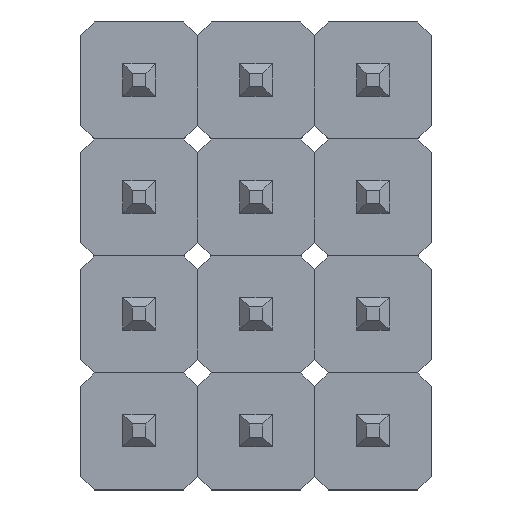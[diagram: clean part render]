
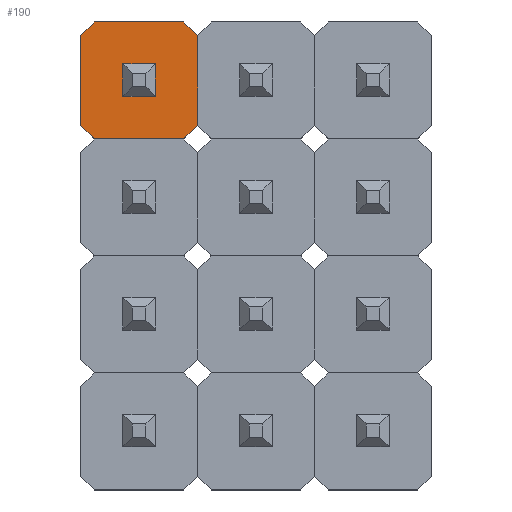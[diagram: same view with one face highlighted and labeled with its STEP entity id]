
A CAD part, top view. The second image highlights one B-rep face of the part: STEP entity #190.
In plain terms, the highlighted planar face has unit normal (0, 0, 1).
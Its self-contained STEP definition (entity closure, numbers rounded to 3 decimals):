
#47 = VERTEX_POINT('',#48);
#48 = CARTESIAN_POINT('',(-0.97,-1.27,2.54));
#54 = EDGE_CURVE('',#47,#55,#57,.T.);
#55 = VERTEX_POINT('',#56);
#56 = CARTESIAN_POINT('',(-1.27,-0.97,2.54));
#57 = LINE('',#58,#59);
#58 = CARTESIAN_POINT('',(-1.12,-1.12,2.54));
#59 = VECTOR('',#60,1.);
#60 = DIRECTION('',(-0.707,0.707,0.));
#172 = EDGE_CURVE('',#55,#173,#175,.T.);
#173 = VERTEX_POINT('',#174);
#174 = CARTESIAN_POINT('',(-1.27,0.97,2.54));
#175 = LINE('',#176,#177);
#176 = CARTESIAN_POINT('',(-1.27,-1.27,2.54));
#177 = VECTOR('',#178,1.);
#178 = DIRECTION('',(0.,1.,0.));
#190 = ADVANCED_FACE('',(#191),#241,.T.);
#191 = FACE_BOUND('',#192,.T.);
#192 = EDGE_LOOP('',(#193,#203,#209,#210,#211,#219,#227,#235));
#193 = ORIENTED_EDGE('',*,*,#194,.F.);
#194 = EDGE_CURVE('',#195,#197,#199,.T.);
#195 = VERTEX_POINT('',#196);
#196 = CARTESIAN_POINT('',(-0.97,1.27,2.54));
#197 = VERTEX_POINT('',#198);
#198 = CARTESIAN_POINT('',(0.97,1.27,2.54));
#199 = LINE('',#200,#201);
#200 = CARTESIAN_POINT('',(-1.27,1.27,2.54));
#201 = VECTOR('',#202,1.);
#202 = DIRECTION('',(1.,0.,0.));
#203 = ORIENTED_EDGE('',*,*,#204,.T.);
#204 = EDGE_CURVE('',#195,#173,#205,.T.);
#205 = LINE('',#206,#207);
#206 = CARTESIAN_POINT('',(-1.12,1.12,2.54));
#207 = VECTOR('',#208,1.);
#208 = DIRECTION('',(-0.707,-0.707,0.));
#209 = ORIENTED_EDGE('',*,*,#172,.F.);
#210 = ORIENTED_EDGE('',*,*,#54,.F.);
#211 = ORIENTED_EDGE('',*,*,#212,.F.);
#212 = EDGE_CURVE('',#213,#47,#215,.T.);
#213 = VERTEX_POINT('',#214);
#214 = CARTESIAN_POINT('',(0.97,-1.27,2.54));
#215 = LINE('',#216,#217);
#216 = CARTESIAN_POINT('',(1.27,-1.27,2.54));
#217 = VECTOR('',#218,1.);
#218 = DIRECTION('',(-1.,0.,0.));
#219 = ORIENTED_EDGE('',*,*,#220,.F.);
#220 = EDGE_CURVE('',#221,#213,#223,.T.);
#221 = VERTEX_POINT('',#222);
#222 = CARTESIAN_POINT('',(1.27,-0.97,2.54));
#223 = LINE('',#224,#225);
#224 = CARTESIAN_POINT('',(1.12,-1.12,2.54));
#225 = VECTOR('',#226,1.);
#226 = DIRECTION('',(-0.707,-0.707,0.));
#227 = ORIENTED_EDGE('',*,*,#228,.F.);
#228 = EDGE_CURVE('',#229,#221,#231,.T.);
#229 = VERTEX_POINT('',#230);
#230 = CARTESIAN_POINT('',(1.27,0.97,2.54));
#231 = LINE('',#232,#233);
#232 = CARTESIAN_POINT('',(1.27,1.27,2.54));
#233 = VECTOR('',#234,1.);
#234 = DIRECTION('',(0.,-1.,0.));
#235 = ORIENTED_EDGE('',*,*,#236,.F.);
#236 = EDGE_CURVE('',#197,#229,#237,.T.);
#237 = LINE('',#238,#239);
#238 = CARTESIAN_POINT('',(1.12,1.12,2.54));
#239 = VECTOR('',#240,1.);
#240 = DIRECTION('',(0.707,-0.707,0.));
#241 = PLANE('',#242);
#242 = AXIS2_PLACEMENT_3D('',#243,#244,#245);
#243 = CARTESIAN_POINT('',(0.,0.,2.54));
#244 = DIRECTION('',(0.,0.,1.));
#245 = DIRECTION('',(1.,0.,0.));
